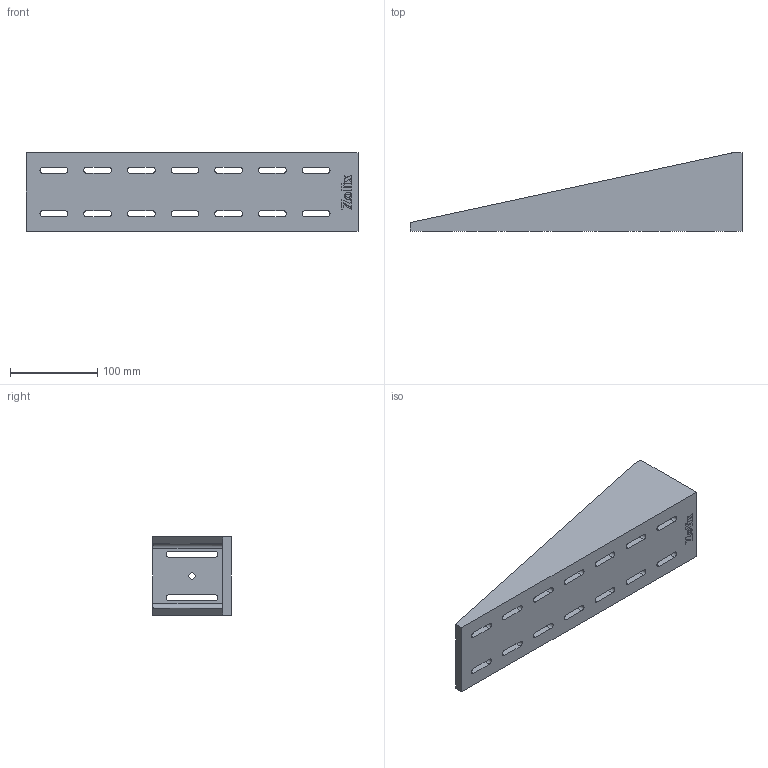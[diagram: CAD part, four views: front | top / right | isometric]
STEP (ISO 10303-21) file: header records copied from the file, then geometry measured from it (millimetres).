
FILE_DESCRIPTION (( 'STEP AP203' ), '1' );
FILE_NAME ('PHOB-2.STEP', '2022-07-20T08:56:17', ( '' ), ( '' ), 'SwSTEP 2.0', 'SolidWorks 2021', '' );
FILE_SCHEMA (( 'CONFIG_CONTROL_DESIGN' ));
Length unit declared in the file: millimetre
Products named in the file (1): PHOB-2
Bounding box: 380 x 90 x 90 mm (x, y, z)
Surface area: 156598.3 mm2 (no closed solid volume)
Topology: 0 solids, 7 shells, 94 faces, 518 edges, 432 vertices
Faces by surface type: plane 58, cylinder 36
Entity records: 5211 total; most frequent: CARTESIAN_POINT 1051, DIRECTION 776, ORIENTED_EDGE 756, EDGE_CURVE 518, LINE 446, VECTOR 446, VERTEX_POINT 432, AXIS2_PLACEMENT_3D 165
